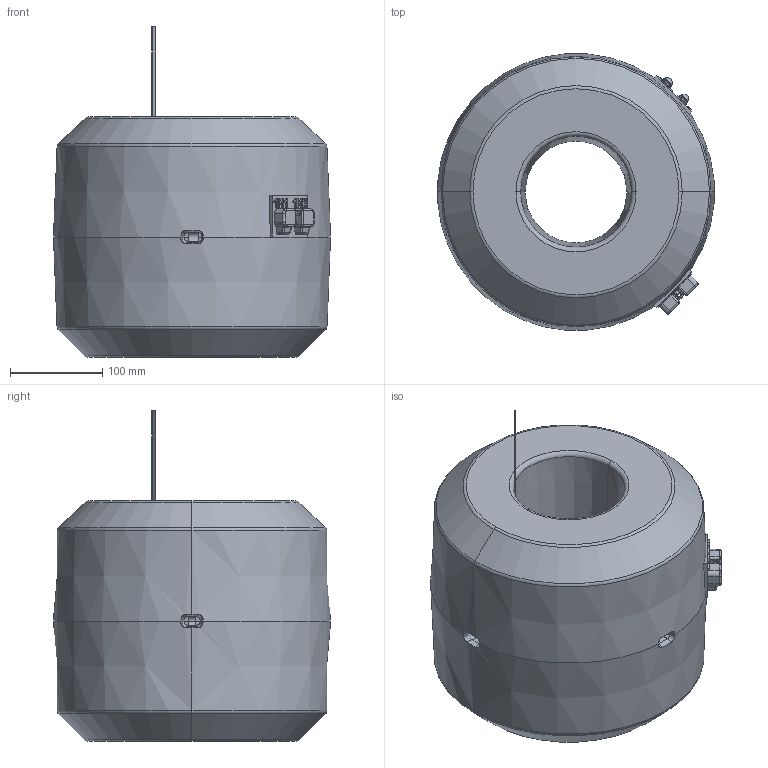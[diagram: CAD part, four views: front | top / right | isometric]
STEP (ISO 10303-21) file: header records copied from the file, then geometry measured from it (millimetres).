
FILE_DESCRIPTION (( 'STEP AP203' ), '1' );
FILE_NAME ('ﾒﾘﾋﾏ-10-1 (1000-2000)ﾀ.STEP', '2022-07-29T06:26:55', ( '' ), ( '' ), 'SwSTEP 2.0', 'SolidWorks 2010', '' );
FILE_SCHEMA (( 'CONFIG_CONTROL_DESIGN' ));
Length unit declared in the file: millimetre
Products named in the file (1): ﾒﾘﾋﾏ-10-1 (1000-2000)ﾀ
Bounding box: 299.44 x 299.11 x 357.5 mm (x, y, z)
Surface area: 431866.9 mm2 (no closed solid volume)
Topology: 0 solids, 13 shells, 342 faces, 1057 edges, 702 vertices
Faces by surface type: plane 135, cylinder 74, cone 58, bspline 51, torus 12, sphere 12
Entity records: 13552 total; most frequent: CARTESIAN_POINT 4758, ORIENTED_EDGE 1786, DIRECTION 1719, EDGE_CURVE 1055, VERTEX_POINT 702, AXIS2_PLACEMENT_3D 629, VECTOR 461, LINE 461
